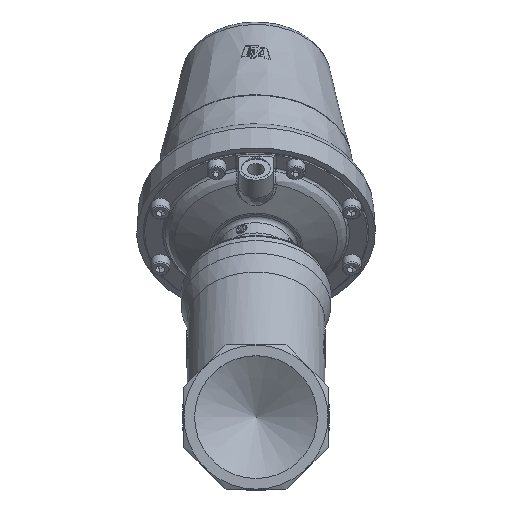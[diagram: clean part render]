
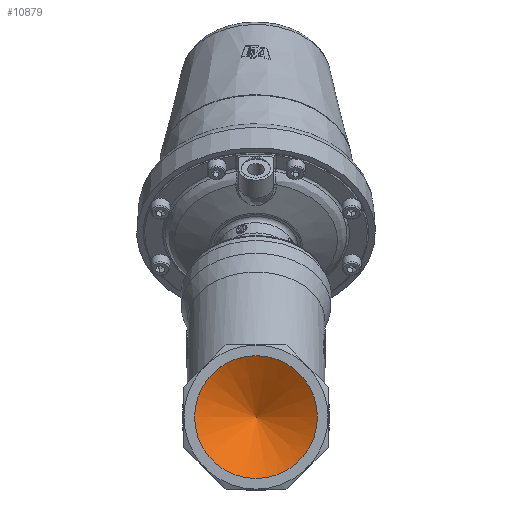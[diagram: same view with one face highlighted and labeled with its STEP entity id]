
A CAD part, top view. The second image highlights one B-rep face of the part: STEP entity #10879.
In plain terms, the highlighted conical face has half-angle 59 degrees and reference radius 21.232 mm.
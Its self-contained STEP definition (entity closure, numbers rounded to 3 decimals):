
#204=CONICAL_SURFACE('',#11797,21.232,1.03);
#653=LINE('',#26167,#1255);
#1255=VECTOR('',#13760,21.232);
#2420=FACE_OUTER_BOUND('',#3069,.T.);
#3069=EDGE_LOOP('',(#8953,#8954,#8955,#8956));
#3918=CIRCLE('',#11798,42.463);
#3919=CIRCLE('',#11799,42.463);
#4907=VERTEX_POINT('',#26163);
#4908=VERTEX_POINT('',#26164);
#4909=VERTEX_POINT('',#26166);
#6361=EDGE_CURVE('',#4907,#4908,#3918,.T.);
#6362=EDGE_CURVE('',#4908,#4909,#653,.T.);
#6363=EDGE_CURVE('',#4908,#4907,#3919,.T.);
#8953=ORIENTED_EDGE('',*,*,#6361,.T.);
#8954=ORIENTED_EDGE('',*,*,#6362,.T.);
#8955=ORIENTED_EDGE('',*,*,#6362,.F.);
#8956=ORIENTED_EDGE('',*,*,#6363,.T.);
#10879=ADVANCED_FACE('',(#2420),#204,.F.);
#11797=AXIS2_PLACEMENT_3D('',#26162,#13756,#13757);
#11798=AXIS2_PLACEMENT_3D('',#26165,#13758,#13759);
#11799=AXIS2_PLACEMENT_3D('',#26168,#13761,#13762);
#13756=DIRECTION('center_axis',(0.,0.,1.));
#13757=DIRECTION('ref_axis',(1.,0.,0.));
#13758=DIRECTION('center_axis',(0.,0.,1.));
#13759=DIRECTION('ref_axis',(1.,0.,0.));
#13760=DIRECTION('',(0.857,0.,-0.515));
#13761=DIRECTION('center_axis',(0.,0.,1.));
#13762=DIRECTION('ref_axis',(1.,0.,0.));
#26162=CARTESIAN_POINT('Origin',(0.,0.,-45.757));
#26163=CARTESIAN_POINT('',(42.463,0.,-33.));
#26164=CARTESIAN_POINT('',(-42.463,0.,-33.));
#26165=CARTESIAN_POINT('Origin',(0.,0.,-33.));
#26166=CARTESIAN_POINT('',(0.,0.,-58.514));
#26167=CARTESIAN_POINT('',(-21.232,0.,-45.757));
#26168=CARTESIAN_POINT('Origin',(0.,0.,-33.));
